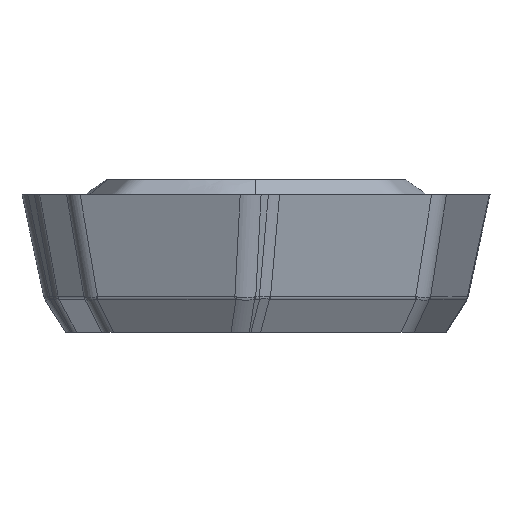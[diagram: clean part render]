
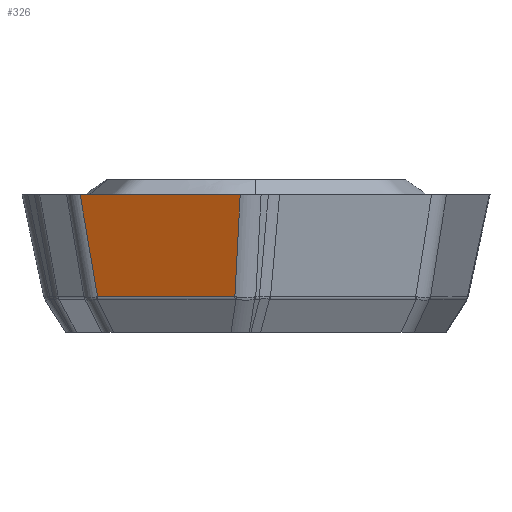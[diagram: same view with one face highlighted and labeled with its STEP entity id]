
A CAD part, left-side view. The second image highlights one B-rep face of the part: STEP entity #326.
In plain terms, the highlighted planar face has unit normal (-0.948, 0.254, -0.191).
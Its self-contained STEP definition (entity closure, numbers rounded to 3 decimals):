
#173=FACE_OUTER_BOUND('',#476,.T.);
#326=ADVANCED_FACE('',(#173),#386,.T.);
#386=PLANE('',#2061);
#476=EDGE_LOOP('',(#851,#852,#853,#854));
#851=ORIENTED_EDGE('',*,*,#1371,.T.);
#852=ORIENTED_EDGE('',*,*,#1372,.T.);
#853=ORIENTED_EDGE('',*,*,#1362,.T.);
#854=ORIENTED_EDGE('',*,*,#1190,.T.);
#1036=VERTEX_POINT('',#2736);
#1037=VERTEX_POINT('',#2738);
#1148=VERTEX_POINT('',#4242);
#1153=VERTEX_POINT('',#4259);
#1190=EDGE_CURVE('',#1037,#1036,#1693,.T.);
#1362=EDGE_CURVE('',#1148,#1037,#1766,.T.);
#1371=EDGE_CURVE('',#1036,#1153,#1770,.T.);
#1372=EDGE_CURVE('',#1153,#1148,#1771,.T.);
#1693=LINE('',#2737,#1805);
#1766=LINE('',#4241,#1878);
#1770=LINE('',#4258,#1882);
#1771=LINE('',#4260,#1883);
#1805=VECTOR('',#2184,1.);
#1878=VECTOR('',#2521,1.);
#1882=VECTOR('',#2541,1.);
#1883=VECTOR('',#2542,1.);
#2061=AXIS2_PLACEMENT_3D('',#4261,#2543,#2544);
#2184=DIRECTION('',(0.259,0.966,0.));
#2521=DIRECTION('',(-0.21,-0.05,0.976));
#2541=DIRECTION('',(0.152,-0.166,-0.974));
#2542=DIRECTION('',(-0.259,-0.966,0.));
#2543=DIRECTION('',(-0.948,0.254,-0.191));
#2544=DIRECTION('',(-0.259,-0.966,0.));
#2736=CARTESIAN_POINT('',(-4.981,4.598,-0.4));
#2737=CARTESIAN_POINT('',(-6.185,0.105,-0.4));
#2738=CARTESIAN_POINT('',(-6.102,0.414,-0.4));
#4241=CARTESIAN_POINT('',(-6.109,0.413,-0.368));
#4242=CARTESIAN_POINT('',(-5.528,0.552,-3.067));
#4258=CARTESIAN_POINT('',(-4.896,4.505,-0.947));
#4259=CARTESIAN_POINT('',(-4.566,4.145,-3.067));
#4260=CARTESIAN_POINT('',(-5.684,-0.029,-3.067));
#4261=CARTESIAN_POINT('',(-6.185,0.105,-0.4));
